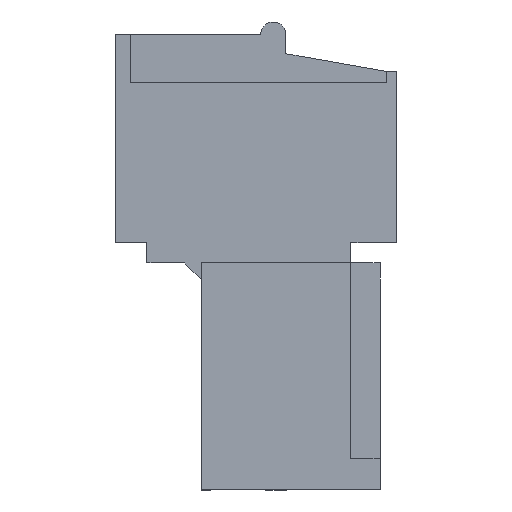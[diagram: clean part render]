
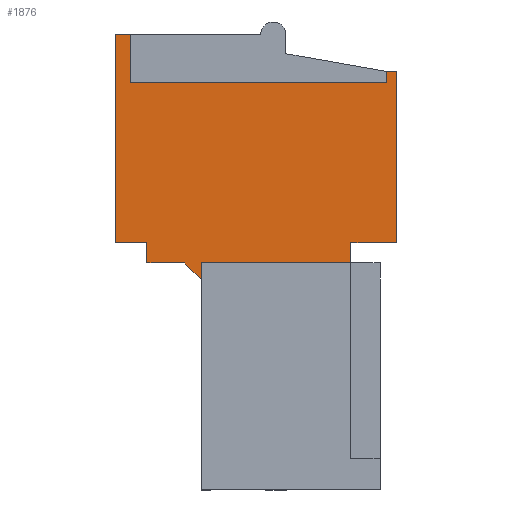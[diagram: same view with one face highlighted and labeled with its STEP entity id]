
A CAD part, left-side view. The second image highlights one B-rep face of the part: STEP entity #1876.
In plain terms, the highlighted planar face has unit normal (-1, 0, 0).
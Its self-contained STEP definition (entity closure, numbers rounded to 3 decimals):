
#34=AXIS2_PLACEMENT_3D('Plane Axis2P3D',#31,#32,#33) ;
#31=CARTESIAN_POINT('Axis2P3D Location',(4.8,4.76,6.6)) ;
#40=CARTESIAN_POINT('Vertex',(4.8,1.81,8.95)) ;
#290=CARTESIAN_POINT('Vertex',(4.8,7.71,8.95)) ;
#298=CARTESIAN_POINT('Line Origine',(4.8,4.76,8.95)) ;
#1688=CARTESIAN_POINT('Vertex',(4.8,1.81,9.75)) ;
#1691=CARTESIAN_POINT('Line Origine',(4.8,1.81,9.35)) ;
#1739=CARTESIAN_POINT('Vertex',(4.8,7.71,8.3)) ;
#1761=CARTESIAN_POINT('Line Origine',(4.8,7.71,8.625)) ;
#1777=CARTESIAN_POINT('Line Origine',(4.8,0.905,9.75)) ;
#1781=CARTESIAN_POINT('Vertex',(4.8,0.,9.75)) ;
#1784=CARTESIAN_POINT('Line Origine',(4.8,0.,13.125)) ;
#1788=CARTESIAN_POINT('Vertex',(4.8,0.,16.5)) ;
#1791=CARTESIAN_POINT('Line Origine',(4.8,0.2,16.5)) ;
#1795=CARTESIAN_POINT('Vertex',(4.8,0.4,16.5)) ;
#1798=CARTESIAN_POINT('Line Origine',(4.8,0.4,16.275)) ;
#1802=CARTESIAN_POINT('Vertex',(4.8,0.4,16.05)) ;
#1805=CARTESIAN_POINT('Line Origine',(4.8,5.45,16.05)) ;
#1809=CARTESIAN_POINT('Vertex',(4.8,10.5,16.05)) ;
#1812=CARTESIAN_POINT('Line Origine',(4.8,10.5,17.)) ;
#1816=CARTESIAN_POINT('Vertex',(4.8,10.5,17.95)) ;
#1819=CARTESIAN_POINT('Line Origine',(4.8,10.8,17.95)) ;
#1823=CARTESIAN_POINT('Vertex',(4.8,11.1,17.95)) ;
#1826=CARTESIAN_POINT('Line Origine',(4.8,11.1,13.85)) ;
#1830=CARTESIAN_POINT('Vertex',(4.8,11.1,9.75)) ;
#1833=CARTESIAN_POINT('Line Origine',(4.8,10.475,9.75)) ;
#1837=CARTESIAN_POINT('Vertex',(4.8,9.85,9.75)) ;
#1840=CARTESIAN_POINT('Line Origine',(4.8,9.85,9.35)) ;
#1844=CARTESIAN_POINT('Vertex',(4.8,9.85,8.95)) ;
#1847=CARTESIAN_POINT('Line Origine',(4.8,9.105,8.95)) ;
#1851=CARTESIAN_POINT('Vertex',(4.8,8.36,8.95)) ;
#1854=CARTESIAN_POINT('Line Origine',(4.8,8.035,8.625)) ;
#32=DIRECTION('Axis2P3D Direction',(1.,0.,0.)) ;
#33=DIRECTION('Axis2P3D XDirection',(0.,-1.,0.)) ;
#299=DIRECTION('Vector Direction',(0.,-1.,0.)) ;
#1692=DIRECTION('Vector Direction',(0.,0.,-1.)) ;
#1762=DIRECTION('Vector Direction',(0.,0.,1.)) ;
#1778=DIRECTION('Vector Direction',(0.,1.,0.)) ;
#1785=DIRECTION('Vector Direction',(0.,0.,-1.)) ;
#1792=DIRECTION('Vector Direction',(0.,-1.,0.)) ;
#1799=DIRECTION('Vector Direction',(0.,0.,-1.)) ;
#1806=DIRECTION('Vector Direction',(0.,1.,0.)) ;
#1813=DIRECTION('Vector Direction',(0.,0.,-1.)) ;
#1820=DIRECTION('Vector Direction',(0.,1.,0.)) ;
#1827=DIRECTION('Vector Direction',(0.,0.,1.)) ;
#1834=DIRECTION('Vector Direction',(0.,1.,0.)) ;
#1841=DIRECTION('Vector Direction',(0.,0.,1.)) ;
#1848=DIRECTION('Vector Direction',(0.,-1.,0.)) ;
#1855=DIRECTION('Vector Direction',(0.,0.707,0.707)) ;
#300=VECTOR('Line Direction',#299,1.) ;
#1693=VECTOR('Line Direction',#1692,1.) ;
#1763=VECTOR('Line Direction',#1762,1.) ;
#1779=VECTOR('Line Direction',#1778,1.) ;
#1786=VECTOR('Line Direction',#1785,1.) ;
#1793=VECTOR('Line Direction',#1792,1.) ;
#1800=VECTOR('Line Direction',#1799,1.) ;
#1807=VECTOR('Line Direction',#1806,1.) ;
#1814=VECTOR('Line Direction',#1813,1.) ;
#1821=VECTOR('Line Direction',#1820,1.) ;
#1828=VECTOR('Line Direction',#1827,1.) ;
#1835=VECTOR('Line Direction',#1834,1.) ;
#1842=VECTOR('Line Direction',#1841,1.) ;
#1849=VECTOR('Line Direction',#1848,1.) ;
#1856=VECTOR('Line Direction',#1855,1.) ;
#1860=ORIENTED_EDGE('',*,*,#1765,.T.) ;
#1861=ORIENTED_EDGE('',*,*,#302,.T.) ;
#1862=ORIENTED_EDGE('',*,*,#1695,.F.) ;
#1863=ORIENTED_EDGE('',*,*,#1783,.F.) ;
#1864=ORIENTED_EDGE('',*,*,#1790,.F.) ;
#1865=ORIENTED_EDGE('',*,*,#1797,.F.) ;
#1866=ORIENTED_EDGE('',*,*,#1804,.T.) ;
#1867=ORIENTED_EDGE('',*,*,#1811,.T.) ;
#1868=ORIENTED_EDGE('',*,*,#1818,.F.) ;
#1869=ORIENTED_EDGE('',*,*,#1825,.T.) ;
#1870=ORIENTED_EDGE('',*,*,#1832,.F.) ;
#1871=ORIENTED_EDGE('',*,*,#1839,.F.) ;
#1872=ORIENTED_EDGE('',*,*,#1846,.F.) ;
#1873=ORIENTED_EDGE('',*,*,#1853,.T.) ;
#1874=ORIENTED_EDGE('',*,*,#1858,.F.) ;
#1876=ADVANCED_FACE('HOUSING',(#1875),#35,.F.) ;
#302=EDGE_CURVE('',#291,#41,#301,.T.) ;
#1695=EDGE_CURVE('',#1689,#41,#1694,.T.) ;
#1765=EDGE_CURVE('',#1740,#291,#1764,.T.) ;
#1783=EDGE_CURVE('',#1782,#1689,#1780,.T.) ;
#1790=EDGE_CURVE('',#1789,#1782,#1787,.T.) ;
#1797=EDGE_CURVE('',#1796,#1789,#1794,.T.) ;
#1804=EDGE_CURVE('',#1796,#1803,#1801,.T.) ;
#1811=EDGE_CURVE('',#1803,#1810,#1808,.T.) ;
#1818=EDGE_CURVE('',#1817,#1810,#1815,.T.) ;
#1825=EDGE_CURVE('',#1817,#1824,#1822,.T.) ;
#1832=EDGE_CURVE('',#1831,#1824,#1829,.T.) ;
#1839=EDGE_CURVE('',#1838,#1831,#1836,.T.) ;
#1846=EDGE_CURVE('',#1845,#1838,#1843,.T.) ;
#1853=EDGE_CURVE('',#1845,#1852,#1850,.T.) ;
#1858=EDGE_CURVE('',#1740,#1852,#1857,.T.) ;
#1859=EDGE_LOOP('',(#1860,#1861,#1862,#1863,#1864,#1865,#1866,#1867,#1868,#1869,#1870,#1871,#1872,#1873,#1874)) ;
#1875=FACE_OUTER_BOUND('',#1859,.T.) ;
#301=LINE('Line',#298,#300) ;
#1694=LINE('Line',#1691,#1693) ;
#1764=LINE('Line',#1761,#1763) ;
#1780=LINE('Line',#1777,#1779) ;
#1787=LINE('Line',#1784,#1786) ;
#1794=LINE('Line',#1791,#1793) ;
#1801=LINE('Line',#1798,#1800) ;
#1808=LINE('Line',#1805,#1807) ;
#1815=LINE('Line',#1812,#1814) ;
#1822=LINE('Line',#1819,#1821) ;
#1829=LINE('Line',#1826,#1828) ;
#1836=LINE('Line',#1833,#1835) ;
#1843=LINE('Line',#1840,#1842) ;
#1850=LINE('Line',#1847,#1849) ;
#1857=LINE('Line',#1854,#1856) ;
#35=PLANE('',#34) ;
#41=VERTEX_POINT('',#40) ;
#291=VERTEX_POINT('',#290) ;
#1689=VERTEX_POINT('',#1688) ;
#1740=VERTEX_POINT('',#1739) ;
#1782=VERTEX_POINT('',#1781) ;
#1789=VERTEX_POINT('',#1788) ;
#1796=VERTEX_POINT('',#1795) ;
#1803=VERTEX_POINT('',#1802) ;
#1810=VERTEX_POINT('',#1809) ;
#1817=VERTEX_POINT('',#1816) ;
#1824=VERTEX_POINT('',#1823) ;
#1831=VERTEX_POINT('',#1830) ;
#1838=VERTEX_POINT('',#1837) ;
#1845=VERTEX_POINT('',#1844) ;
#1852=VERTEX_POINT('',#1851) ;
